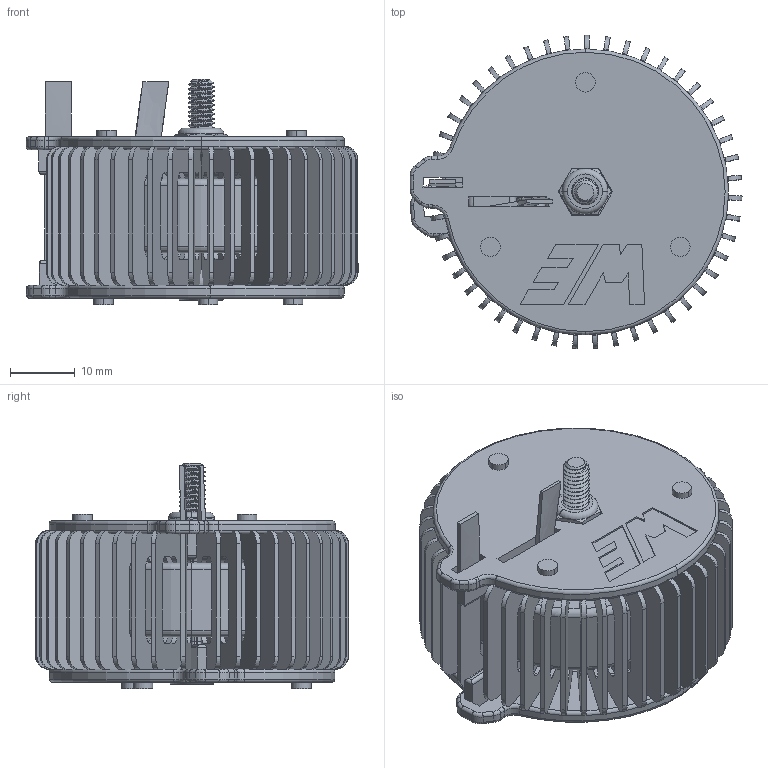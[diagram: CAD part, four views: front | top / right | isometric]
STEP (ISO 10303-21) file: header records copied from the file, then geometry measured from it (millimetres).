
FILE_DESCRIPTION(/* description */ ('Unknown'),/* implementation_level */ '2;1');
FILE_NAME(/* name */ 'L_Wurth_WE-TORPFC-T37_76080x401',/* time_stamp */ '2025-10-24T14:47:44+08:00',/* author */ ('Unknown'),/* organization */ ('Unknown'),/* preprocessor_version */ 'ST-DEVELOPER v19.4',/* originating_system */ 'Solid Edge',/* authorisation */ 'Unknown');
FILE_SCHEMA (('AUTOMOTIVE_DESIGN {1 0 10303 214 3 1 1}'));
Length unit declared in the file: millimetre
Products named in the file (2): L_Wurth_WE-TORPFC-T37_76080x401
Assembly tree (1 placements, depth 2):
  L_Wurth_WE-TORPFC-T37_76080x401
    L_Wurth_WE-TORPFC-T37_76080x401
Bounding box: 51.08 x 48.17 x 34.7 mm (x, y, z)
Volume: 24140.9 mm3; surface area: 38954.2 mm2
Topology: 52 solids, 52 shells, 1947 faces, 4819 edges, 3163 vertices
Faces by surface type: plane 1288, cylinder 519, torus 86, cone 38, bspline 12, sphere 4
Entity records: 62294 total; most frequent: CARTESIAN_POINT 14758, DIRECTION 9845, ORIENTED_EDGE 9638, EDGE_CURVE 4819, AXIS2_PLACEMENT_3D 3352, VERTEX_POINT 3163, LINE 3141, VECTOR 3141
